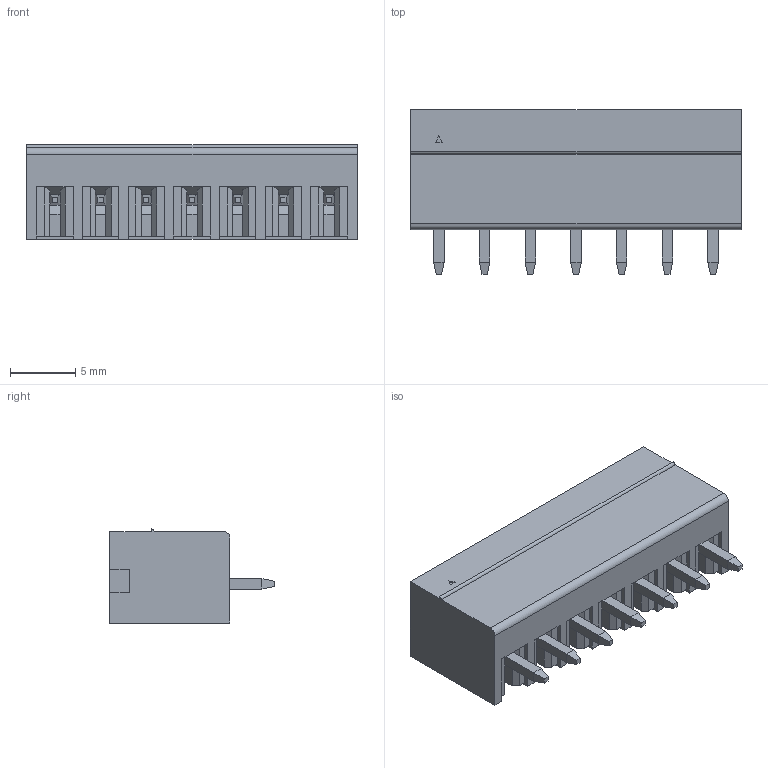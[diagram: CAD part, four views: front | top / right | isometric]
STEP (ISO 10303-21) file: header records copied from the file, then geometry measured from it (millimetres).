
FILE_DESCRIPTION (( 'STEP AP214' ), '1' );
FILE_NAME ('15EDGVC-3.5-07P-14-00AH.STEP', '2021-01-29T05:21:18', ( '' ), ( '' ), 'SwSTEP 2.0', 'SolidWorks 2020', '' );
FILE_SCHEMA (( 'AUTOMOTIVE_DESIGN' ));
Length unit declared in the file: millimetre
Products named in the file (1): 15EDGVC-3.5-07P-14-00AH
Bounding box: 25.3 x 12.6 x 7.2 mm (x, y, z)
Volume: 715.8 mm3; surface area: 2511.5 mm2
Topology: 1 solids, 1 shells, 793 faces, 2106 edges, 1362 vertices
Faces by surface type: plane 626, bspline 123, cylinder 23, torus 14, cone 7
Entity records: 34794 total; most frequent: CARTESIAN_POINT 11683, ORIENTED_EDGE 4212, DIRECTION 3269, EDGE_CURVE 2106, VECTOR 1765, LINE 1765, VERTEX_POINT 1362, EDGE_LOOP 840
